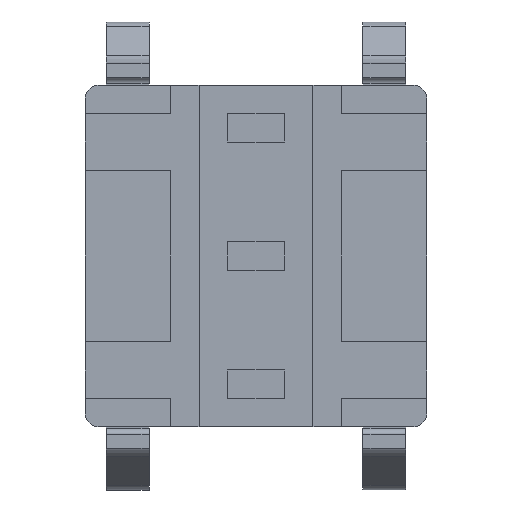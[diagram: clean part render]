
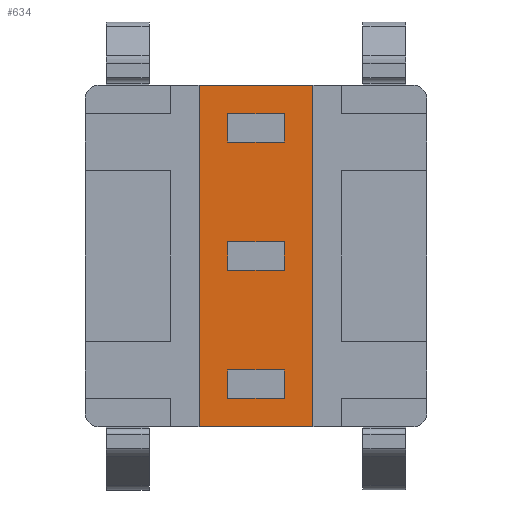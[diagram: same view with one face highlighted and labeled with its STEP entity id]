
A CAD part, front view. The second image highlights one B-rep face of the part: STEP entity #634.
In plain terms, the highlighted planar face has unit normal (0, -1, 0).
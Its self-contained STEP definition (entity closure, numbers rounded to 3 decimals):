
#28 = EDGE_CURVE ( 'NONE', #29, #181, #1664, .T. ) ;
#29 = VERTEX_POINT ( 'NONE', #1738 ) ;
#181 = VERTEX_POINT ( 'NONE', #2178 ) ;
#193 = EDGE_CURVE ( 'NONE', #316, #313, #2083, .T. ) ;
#313 = VERTEX_POINT ( 'NONE', #2249 ) ;
#316 = VERTEX_POINT ( 'NONE', #2244 ) ;
#604 = ORIENTED_EDGE ( 'NONE', *, *, #193, .T. ) ;
#605 = ORIENTED_EDGE ( 'NONE', *, *, #632, .T. ) ;
#606 = ORIENTED_EDGE ( 'NONE', *, *, #28, .T. ) ;
#625 = EDGE_CURVE ( 'NONE', #181, #316, #3295, .T. ) ;
#632 = EDGE_CURVE ( 'NONE', #313, #29, #3247, .T. ) ;
#634 = ADVANCED_FACE ( 'NONE', ( #3234, #3233, #3232, #3238 ), #3277, .F. ) ;
#635 = EDGE_LOOP ( 'NONE', ( #688, #691, #694, #697 ) ) ;
#636 = VERTEX_POINT ( 'NONE', #3271 ) ;
#681 = ORIENTED_EDGE ( 'NONE', *, *, #682, .F. ) ;
#682 = EDGE_CURVE ( 'NONE', #683, #719, #3480, .T. ) ;
#683 = VERTEX_POINT ( 'NONE', #3476 ) ;
#684 = ORIENTED_EDGE ( 'NONE', *, *, #685, .F. ) ;
#685 = EDGE_CURVE ( 'NONE', #716, #683, #3475, .T. ) ;
#686 = EDGE_LOOP ( 'NONE', ( #687, #604, #605, #606 ) ) ;
#687 = ORIENTED_EDGE ( 'NONE', *, *, #625, .T. ) ;
#688 = ORIENTED_EDGE ( 'NONE', *, *, #689, .F. ) ;
#689 = EDGE_CURVE ( 'NONE', #636, #690, #3339, .T. ) ;
#690 = VERTEX_POINT ( 'NONE', #3335 ) ;
#691 = ORIENTED_EDGE ( 'NONE', *, *, #692, .F. ) ;
#692 = EDGE_CURVE ( 'NONE', #693, #636, #3334, .T. ) ;
#693 = VERTEX_POINT ( 'NONE', #3360 ) ;
#694 = ORIENTED_EDGE ( 'NONE', *, *, #695, .F. ) ;
#695 = EDGE_CURVE ( 'NONE', #696, #693, #3359, .T. ) ;
#696 = VERTEX_POINT ( 'NONE', #3355 ) ;
#697 = ORIENTED_EDGE ( 'NONE', *, *, #698, .F. ) ;
#698 = EDGE_CURVE ( 'NONE', #690, #696, #3354, .T. ) ;
#699 = EDGE_LOOP ( 'NONE', ( #700, #704, #707, #710 ) ) ;
#700 = ORIENTED_EDGE ( 'NONE', *, *, #701, .F. ) ;
#701 = EDGE_CURVE ( 'NONE', #702, #703, #3350, .T. ) ;
#702 = VERTEX_POINT ( 'NONE', #3452 ) ;
#703 = VERTEX_POINT ( 'NONE', #3451 ) ;
#704 = ORIENTED_EDGE ( 'NONE', *, *, #705, .F. ) ;
#705 = EDGE_CURVE ( 'NONE', #706, #702, #3450, .T. ) ;
#706 = VERTEX_POINT ( 'NONE', #3446 ) ;
#707 = ORIENTED_EDGE ( 'NONE', *, *, #708, .F. ) ;
#708 = EDGE_CURVE ( 'NONE', #709, #706, #3445, .T. ) ;
#709 = VERTEX_POINT ( 'NONE', #3441 ) ;
#710 = ORIENTED_EDGE ( 'NONE', *, *, #711, .F. ) ;
#711 = EDGE_CURVE ( 'NONE', #703, #709, #3440, .T. ) ;
#712 = EDGE_LOOP ( 'NONE', ( #713, #717, #681, #684 ) ) ;
#713 = ORIENTED_EDGE ( 'NONE', *, *, #714, .F. ) ;
#714 = EDGE_CURVE ( 'NONE', #715, #716, #3436, .T. ) ;
#715 = VERTEX_POINT ( 'NONE', #3432 ) ;
#716 = VERTEX_POINT ( 'NONE', #3431 ) ;
#717 = ORIENTED_EDGE ( 'NONE', *, *, #718, .F. ) ;
#718 = EDGE_CURVE ( 'NONE', #719, #715, #3430, .T. ) ;
#719 = VERTEX_POINT ( 'NONE', #3426 ) ;
#1664 = LINE ( 'NONE', #1741, #1740 ) ;
#1738 = CARTESIAN_POINT ( 'NONE',  ( 1., 0.4, 3. ) ) ;
#1739 = DIRECTION ( 'NONE',  ( -1., 0., 0. ) ) ;
#1740 = VECTOR ( 'NONE', #1739, 1000. ) ;
#1741 = CARTESIAN_POINT ( 'NONE',  ( 1., 0.4, 3. ) ) ;
#2080 = DIRECTION ( 'NONE',  ( 1., 0., 0. ) ) ;
#2081 = VECTOR ( 'NONE', #2080, 1000. ) ;
#2082 = CARTESIAN_POINT ( 'NONE',  ( 1., 0.4, -3. ) ) ;
#2083 = LINE ( 'NONE', #2082, #2081 ) ;
#2178 = CARTESIAN_POINT ( 'NONE',  ( -1., 0.4, 3. ) ) ;
#2244 = CARTESIAN_POINT ( 'NONE',  ( -1., 0.4, -3. ) ) ;
#2249 = CARTESIAN_POINT ( 'NONE',  ( 1., 0.4, -3. ) ) ;
#3232 = FACE_BOUND ( 'NONE', #712, .T. ) ;
#3233 = FACE_BOUND ( 'NONE', #699, .T. ) ;
#3234 = FACE_BOUND ( 'NONE', #635, .T. ) ;
#3238 = FACE_OUTER_BOUND ( 'NONE', #686, .T. ) ;
#3239 = DIRECTION ( 'NONE',  ( 0., 0., 1. ) ) ;
#3240 = VECTOR ( 'NONE', #3239, 1000. ) ;
#3241 = CARTESIAN_POINT ( 'NONE',  ( 1., 0.4, 3. ) ) ;
#3247 = LINE ( 'NONE', #3241, #3240 ) ;
#3271 = CARTESIAN_POINT ( 'NONE',  ( -0.5, 0.4, -2. ) ) ;
#3272 = DIRECTION ( 'NONE',  ( 0., 0., 1. ) ) ;
#3273 = DIRECTION ( 'NONE',  ( 0., 1., 0. ) ) ;
#3274 = CARTESIAN_POINT ( 'NONE',  ( -1., 0.4, -3. ) ) ;
#3275 = AXIS2_PLACEMENT_3D ( 'NONE', #3274, #3273, #3272 ) ;
#3277 = PLANE ( 'NONE',  #3275 ) ;
#3292 = DIRECTION ( 'NONE',  ( 0., 0., -1. ) ) ;
#3293 = VECTOR ( 'NONE', #3292, 1000. ) ;
#3294 = CARTESIAN_POINT ( 'NONE',  ( -1., 0.4, 3. ) ) ;
#3295 = LINE ( 'NONE', #3294, #3293 ) ;
#3332 = VECTOR ( 'NONE', #3361, 1000. ) ;
#3333 = CARTESIAN_POINT ( 'NONE',  ( 0.5, 0.4, -2. ) ) ;
#3334 = LINE ( 'NONE', #3333, #3332 ) ;
#3335 = CARTESIAN_POINT ( 'NONE',  ( -0.5, 0.4, -2.5 ) ) ;
#3336 = DIRECTION ( 'NONE',  ( 0., 0., -1. ) ) ;
#3337 = VECTOR ( 'NONE', #3336, 1000. ) ;
#3338 = CARTESIAN_POINT ( 'NONE',  ( -0.5, 0.4, -2. ) ) ;
#3339 = LINE ( 'NONE', #3338, #3337 ) ;
#3340 = DIRECTION ( 'NONE',  ( 1., 0., 0. ) ) ;
#3349 = CARTESIAN_POINT ( 'NONE',  ( -0.5, 0.4, 0.25 ) ) ;
#3350 = LINE ( 'NONE', #3349, #3454 ) ;
#3351 = DIRECTION ( 'NONE',  ( 1., 0., 0. ) ) ;
#3352 = VECTOR ( 'NONE', #3351, 1000. ) ;
#3353 = CARTESIAN_POINT ( 'NONE',  ( 0.5, 0.4, -2.5 ) ) ;
#3354 = LINE ( 'NONE', #3353, #3352 ) ;
#3355 = CARTESIAN_POINT ( 'NONE',  ( 0.5, 0.4, -2.5 ) ) ;
#3356 = DIRECTION ( 'NONE',  ( 0., 0., 1. ) ) ;
#3357 = VECTOR ( 'NONE', #3356, 1000. ) ;
#3358 = CARTESIAN_POINT ( 'NONE',  ( 0.5, 0.4, -2. ) ) ;
#3359 = LINE ( 'NONE', #3358, #3357 ) ;
#3360 = CARTESIAN_POINT ( 'NONE',  ( 0.5, 0.4, -2. ) ) ;
#3361 = DIRECTION ( 'NONE',  ( -1., 0., 0. ) ) ;
#3426 = CARTESIAN_POINT ( 'NONE',  ( 0.5, 0.4, 2.5 ) ) ;
#3427 = DIRECTION ( 'NONE',  ( -1., 0., 0. ) ) ;
#3428 = VECTOR ( 'NONE', #3427, 1000. ) ;
#3429 = CARTESIAN_POINT ( 'NONE',  ( 0.5, 0.4, 2.5 ) ) ;
#3430 = LINE ( 'NONE', #3429, #3428 ) ;
#3431 = CARTESIAN_POINT ( 'NONE',  ( -0.5, 0.4, 2. ) ) ;
#3432 = CARTESIAN_POINT ( 'NONE',  ( -0.5, 0.4, 2.5 ) ) ;
#3433 = DIRECTION ( 'NONE',  ( 0., 0., -1. ) ) ;
#3434 = VECTOR ( 'NONE', #3433, 1000. ) ;
#3435 = CARTESIAN_POINT ( 'NONE',  ( -0.5, 0.4, 2.5 ) ) ;
#3436 = LINE ( 'NONE', #3435, #3434 ) ;
#3437 = DIRECTION ( 'NONE',  ( 1., 0., 0. ) ) ;
#3438 = VECTOR ( 'NONE', #3437, 1000. ) ;
#3439 = CARTESIAN_POINT ( 'NONE',  ( 0.5, 0.4, -0.25 ) ) ;
#3440 = LINE ( 'NONE', #3439, #3438 ) ;
#3441 = CARTESIAN_POINT ( 'NONE',  ( 0.5, 0.4, -0.25 ) ) ;
#3442 = DIRECTION ( 'NONE',  ( 0., 0., 1. ) ) ;
#3443 = VECTOR ( 'NONE', #3442, 1000. ) ;
#3444 = CARTESIAN_POINT ( 'NONE',  ( 0.5, 0.4, 0.25 ) ) ;
#3445 = LINE ( 'NONE', #3444, #3443 ) ;
#3446 = CARTESIAN_POINT ( 'NONE',  ( 0.5, 0.4, 0.25 ) ) ;
#3447 = DIRECTION ( 'NONE',  ( -1., 0., 0. ) ) ;
#3448 = VECTOR ( 'NONE', #3447, 1000. ) ;
#3449 = CARTESIAN_POINT ( 'NONE',  ( 0.5, 0.4, 0.25 ) ) ;
#3450 = LINE ( 'NONE', #3449, #3448 ) ;
#3451 = CARTESIAN_POINT ( 'NONE',  ( -0.5, 0.4, -0.25 ) ) ;
#3452 = CARTESIAN_POINT ( 'NONE',  ( -0.5, 0.4, 0.25 ) ) ;
#3453 = DIRECTION ( 'NONE',  ( 0., 0., -1. ) ) ;
#3454 = VECTOR ( 'NONE', #3453, 1000. ) ;
#3473 = VECTOR ( 'NONE', #3340, 1000. ) ;
#3474 = CARTESIAN_POINT ( 'NONE',  ( 0.5, 0.4, 2. ) ) ;
#3475 = LINE ( 'NONE', #3474, #3473 ) ;
#3476 = CARTESIAN_POINT ( 'NONE',  ( 0.5, 0.4, 2. ) ) ;
#3477 = DIRECTION ( 'NONE',  ( 0., 0., 1. ) ) ;
#3478 = VECTOR ( 'NONE', #3477, 1000. ) ;
#3479 = CARTESIAN_POINT ( 'NONE',  ( 0.5, 0.4, 2.5 ) ) ;
#3480 = LINE ( 'NONE', #3479, #3478 ) ;
